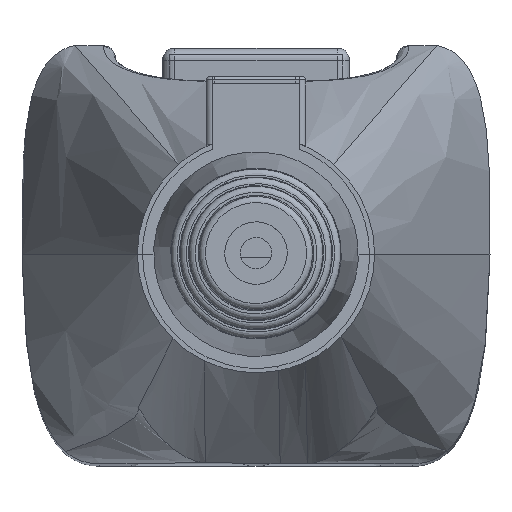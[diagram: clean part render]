
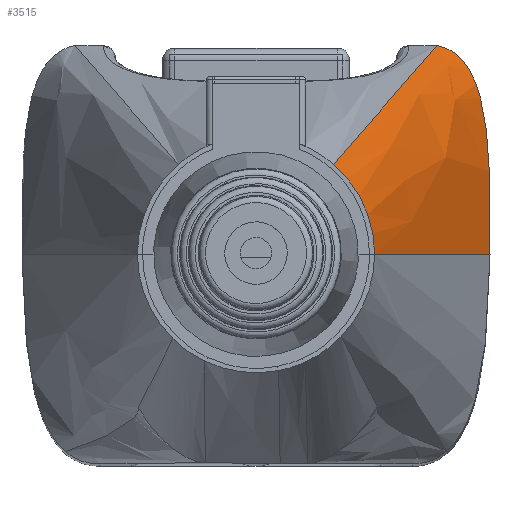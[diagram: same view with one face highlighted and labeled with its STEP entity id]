
A CAD part, top view. The second image highlights one B-rep face of the part: STEP entity #3515.
In plain terms, the highlighted free-form (B-spline) face has degree [3, 3] with [7, 4] control points.
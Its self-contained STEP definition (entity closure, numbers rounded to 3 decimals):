
#252=CIRCLE('',#3640,19.);
#403=B_SPLINE_SURFACE_WITH_KNOTS('',3,3,((#8602,#8603,#8604,#8605),(#8606,
#8607,#8608,#8609),(#8610,#8611,#8612,#8613),(#8614,#8615,#8616,#8617),
(#8618,#8619,#8620,#8621),(#8622,#8623,#8624,#8625),(#8626,#8627,#8628,
#8629)),.UNSPECIFIED.,.F.,.F.,.F.,(4,1,2,4),(4,4),(0.,0.228,
0.379,0.449),(0.,1.),.UNSPECIFIED.);
#593=FACE_OUTER_BOUND('',#835,.T.);
#835=EDGE_LOOP('',(#3180,#3181,#3182,#3183));
#968=B_SPLINE_CURVE_WITH_KNOTS('',3,(#6755,#6756,#6757,#6758,#6759,#6760,
#6761,#6762),.UNSPECIFIED.,.F.,.F.,(4,2,2,4),(-6.579,-4.728,
-3.14,0.),.UNSPECIFIED.);
#1030=B_SPLINE_CURVE_WITH_KNOTS('',3,(#8575,#8576,#8577,#8578,#8579,#8580,
#8581),.UNSPECIFIED.,.F.,.F.,(4,1,2,4),(0.,0.228,0.379,
0.407),.UNSPECIFIED.);
#1240=LINE('',#8550,#1452);
#1452=VECTOR('',#4548,66.967);
#1573=VERTEX_POINT('',#6752);
#1574=VERTEX_POINT('',#6754);
#1625=VERTEX_POINT('',#7273);
#1736=VERTEX_POINT('',#8549);
#1947=EDGE_CURVE('',#1574,#1573,#968,.T.);
#2014=EDGE_CURVE('',#1625,#1574,#252,.T.);
#2223=EDGE_CURVE('',#1625,#1736,#1240,.T.);
#2226=EDGE_CURVE('',#1736,#1573,#1030,.T.);
#3180=ORIENTED_EDGE('',*,*,#1947,.T.);
#3181=ORIENTED_EDGE('',*,*,#2226,.F.);
#3182=ORIENTED_EDGE('',*,*,#2223,.F.);
#3183=ORIENTED_EDGE('',*,*,#2014,.T.);
#3515=ADVANCED_FACE('',(#593),#403,.T.);
#3640=AXIS2_PLACEMENT_3D('',#7274,#4148,#4149);
#4148=DIRECTION('center_axis',(0.,0.,-1.));
#4149=DIRECTION('ref_axis',(-1.,0.,0.));
#4548=DIRECTION('',(0.248,0.285,-0.926));
#6752=CARTESIAN_POINT('',(37.483,0.,0.));
#6754=CARTESIAN_POINT('',(19.,0.,62.));
#6755=CARTESIAN_POINT('Ctrl Pts',(19.,0.,62.));
#6756=CARTESIAN_POINT('Ctrl Pts',(20.073,0.,
58.382));
#6757=CARTESIAN_POINT('Ctrl Pts',(21.79,0.,
52.588));
#6758=CARTESIAN_POINT('Ctrl Pts',(25.146,0.,
41.295));
#6759=CARTESIAN_POINT('Ctrl Pts',(26.681,0.,
36.143));
#6760=CARTESIAN_POINT('Ctrl Pts',(31.258,0.,
20.799));
#6761=CARTESIAN_POINT('Ctrl Pts',(34.481,0.,10.025));
#6762=CARTESIAN_POINT('Ctrl Pts',(37.483,0.,0.));
#7273=CARTESIAN_POINT('',(12.413,14.385,62.));
#7274=CARTESIAN_POINT('Origin',(0.,0.,62.));
#8549=CARTESIAN_POINT('',(29.,33.5,0.));
#8550=CARTESIAN_POINT('',(12.413,14.385,62.));
#8575=CARTESIAN_POINT('Ctrl Pts',(29.,33.5,0.));
#8576=CARTESIAN_POINT('Ctrl Pts',(34.1,32.546,0.));
#8577=CARTESIAN_POINT('Ctrl Pts',(37.5,23.077,0.));
#8578=CARTESIAN_POINT('Ctrl Pts',(37.5,8.675,0.));
#8579=CARTESIAN_POINT('Ctrl Pts',(37.5,1.981,0.));
#8580=CARTESIAN_POINT('Ctrl Pts',(37.494,0.981,0.));
#8581=CARTESIAN_POINT('Ctrl Pts',(37.483,0.,
0.));
#8602=CARTESIAN_POINT('Ctrl Pts',(12.413,14.385,62.));
#8603=CARTESIAN_POINT('Ctrl Pts',(17.942,20.756,41.333));
#8604=CARTESIAN_POINT('Ctrl Pts',(23.471,27.128,20.667));
#8605=CARTESIAN_POINT('Ctrl Pts',(29.,33.5,0.));
#8606=CARTESIAN_POINT('Ctrl Pts',(14.364,12.701,62.));
#8607=CARTESIAN_POINT('Ctrl Pts',(20.941,19.314,41.333));
#8608=CARTESIAN_POINT('Ctrl Pts',(27.523,25.934,20.667));
#8609=CARTESIAN_POINT('Ctrl Pts',(34.1,32.546,0.));
#8610=CARTESIAN_POINT('Ctrl Pts',(17.233,9.013,62.));
#8611=CARTESIAN_POINT('Ctrl Pts',(23.989,13.701,41.333));
#8612=CARTESIAN_POINT('Ctrl Pts',(30.744,18.389,20.667));
#8613=CARTESIAN_POINT('Ctrl Pts',(37.5,23.077,0.));
#8614=CARTESIAN_POINT('Ctrl Pts',(18.57,4.432,62.));
#8615=CARTESIAN_POINT('Ctrl Pts',(24.88,5.846,41.333));
#8616=CARTESIAN_POINT('Ctrl Pts',(31.19,7.26,20.667));
#8617=CARTESIAN_POINT('Ctrl Pts',(37.5,8.675,0.));
#8618=CARTESIAN_POINT('Ctrl Pts',(18.942,1.719,62.));
#8619=CARTESIAN_POINT('Ctrl Pts',(25.128,1.274,41.333));
#8620=CARTESIAN_POINT('Ctrl Pts',(31.314,0.83,20.667));
#8621=CARTESIAN_POINT('Ctrl Pts',(37.5,0.385,0.));
#8622=CARTESIAN_POINT('Ctrl Pts',(19.,0.857,62.));
#8623=CARTESIAN_POINT('Ctrl Pts',(25.154,-0.13,41.333));
#8624=CARTESIAN_POINT('Ctrl Pts',(31.309,-1.118,20.667));
#8625=CARTESIAN_POINT('Ctrl Pts',(37.464,-2.105,0.));
#8626=CARTESIAN_POINT('Ctrl Pts',(19.,0.,62.));
#8627=CARTESIAN_POINT('Ctrl Pts',(25.128,-1.488,41.333));
#8628=CARTESIAN_POINT('Ctrl Pts',(31.257,-2.976,20.667));
#8629=CARTESIAN_POINT('Ctrl Pts',(37.385,-4.464,0.));
